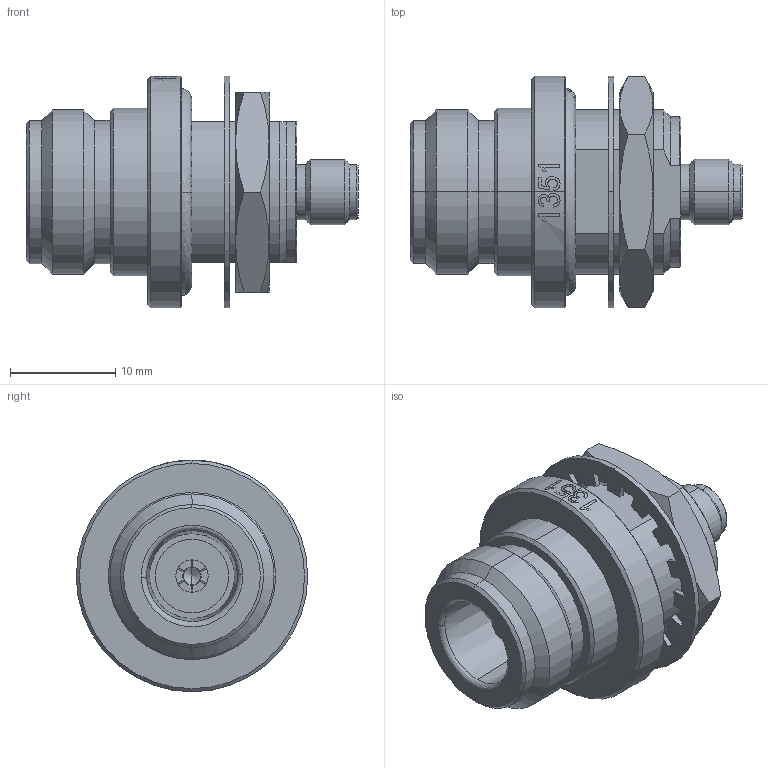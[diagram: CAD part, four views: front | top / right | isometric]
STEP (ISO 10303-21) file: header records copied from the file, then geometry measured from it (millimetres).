
FILE_DESCRIPTION (( 'STEP AP214' ), '1' );
FILE_NAME ('PE1351_3D.STEP', '2022-12-12T19:18:27', ( '' ), ( '' ), 'SwSTEP 2.0', 'SolidWorks 2022', '' );
FILE_SCHEMA (( 'AUTOMOTIVE_DESIGN' ));
Length unit declared in the file: inch
Products named in the file (5): Copy of N8105-8^PE1351; Copy of AD-N8A8-BF-GB-18^PE1351; Copy of N8105-6^PE1351; Copy of N8105-7^PE1351; PE1351_3D
Assembly tree (4 placements, depth 2):
  PE1351_3D
    Copy of AD-N8A8-BF-GB-18^PE1351
    Copy of N8105-6^PE1351
    Copy of N8105-7^PE1351
    Copy of N8105-8^PE1351
Bounding box: 31.55 x 22 x 22.01 mm (x, y, z)
Volume: 5256.3 mm3; surface area: 4065.2 mm2
Topology: 4 solids, 4 shells, 270 faces, 680 edges, 429 vertices
Faces by surface type: plane 93, cylinder 75, bspline 59, cone 43
Entity records: 11633 total; most frequent: CARTESIAN_POINT 5320, ORIENTED_EDGE 1356, DIRECTION 1166, EDGE_CURVE 678, AXIS2_PLACEMENT_3D 456, VERTEX_POINT 429, EDGE_LOOP 289, ADVANCED_FACE 270
